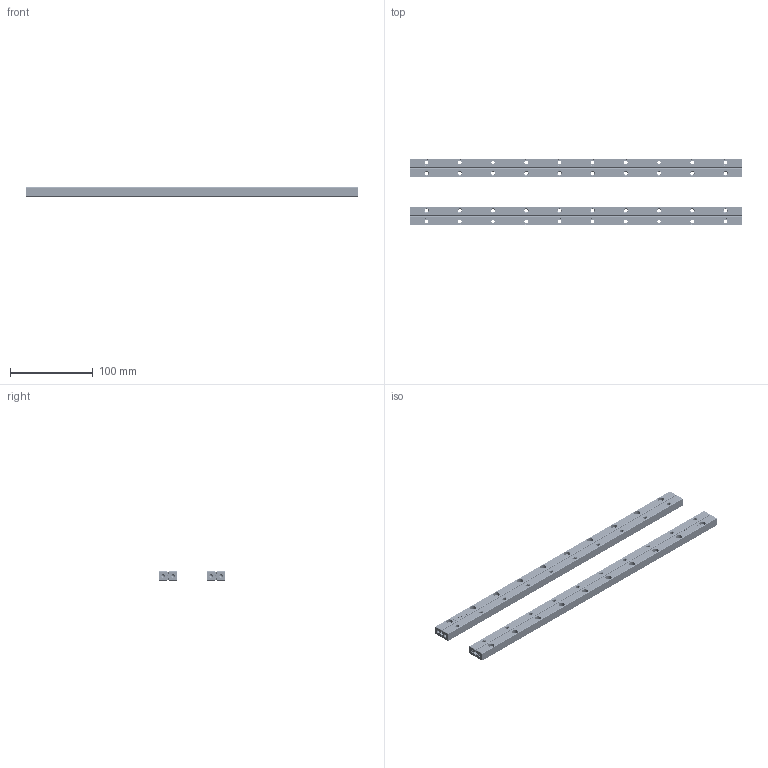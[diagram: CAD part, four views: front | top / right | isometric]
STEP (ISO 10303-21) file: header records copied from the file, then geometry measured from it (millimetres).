
FILE_DESCRIPTION(/* description */ (''),/* implementation_level */ '2;1');
FILE_NAME(/* name */ 'Set RSDE-4400x60KRE-ACC_stp.stp',/* time_stamp */ '2025-03-12T12:06:28+01:00',/* author */ (''),/* organization */ (''),/* preprocessor_version */ 'ST-DEVELOPER v16.7',/* originating_system */ 'SIEMENS PLM Software NX 12.0',/* authorisation */ '');
FILE_SCHEMA (('AUTOMOTIVE_DESIGN { 1 0 10303 214 3 1 1 1 }'));
Products named in the file (1): Set RSDE-4400x60KRE-ACC_stp
Bounding box: 400 x 80 x 11 mm (x, y, z)
Volume: 169443.4 mm3; surface area: 104956.7 mm2
Topology: 144 solids, 144 shells, 8936 faces, 24998 edges, 16414 vertices
Faces by surface type: plane 4644, cylinder 2528, torus 968, bspline 360, cone 344, extrusion 92
Full cylindrical faces by diameter (mm): 0.5 x512, 1.5 x8, 2 x120, 2.6 x8, 3.2 x8, 4 x120, 4.2 x40, 7.5 x40
Entity records: 299974 total; most frequent: CARTESIAN_POINT 63917, ORIENTED_EDGE 46736, DIRECTION 46466, EDGE_CURVE 23368, AXIS2_PLACEMENT_3D 16089, VERTEX_POINT 15988, VECTOR 14288, LINE 14196
